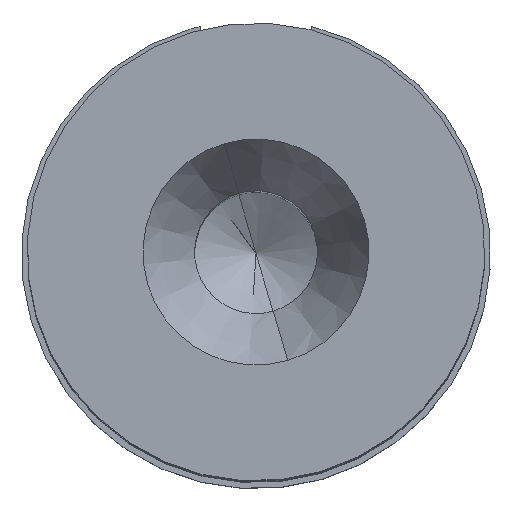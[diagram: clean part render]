
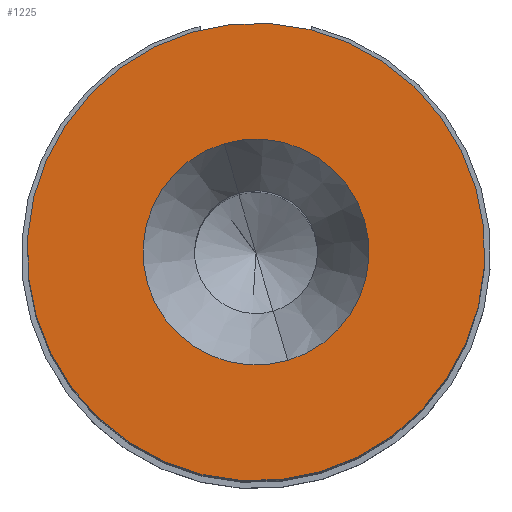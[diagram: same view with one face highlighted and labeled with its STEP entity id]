
A CAD part, top view. The second image highlights one B-rep face of the part: STEP entity #1225.
In plain terms, the highlighted planar face has unit normal (0, 0, 1).
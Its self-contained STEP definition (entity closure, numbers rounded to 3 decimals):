
#277=AXIS2_PLACEMENT_3D('Circle Axis2P3D',#275,#276,$) ;
#296=AXIS2_PLACEMENT_3D('Circle Axis2P3D',#294,#295,$) ;
#313=AXIS2_PLACEMENT_3D('Circle Axis2P3D',#311,#312,$) ;
#348=AXIS2_PLACEMENT_3D('Circle Axis2P3D',#346,#347,$) ;
#1215=AXIS2_PLACEMENT_3D('Plane Axis2P3D',#1212,#1213,#1214) ;
#272=CARTESIAN_POINT('Vertex',(2.677,0.133,24.25)) ;
#275=CARTESIAN_POINT('Axis2P3D Location',(2.1,2.1,24.25)) ;
#279=CARTESIAN_POINT('Vertex',(1.523,4.067,24.25)) ;
#294=CARTESIAN_POINT('Axis2P3D Location',(2.1,2.1,24.25)) ;
#311=CARTESIAN_POINT('Axis2P3D Location',(2.1,2.1,24.25)) ;
#315=CARTESIAN_POINT('Vertex',(2.385,1.129,24.25)) ;
#317=CARTESIAN_POINT('Vertex',(1.815,3.071,24.25)) ;
#346=CARTESIAN_POINT('Axis2P3D Location',(2.1,2.1,24.25)) ;
#1212=CARTESIAN_POINT('Axis2P3D Location',(3.55,0.65,24.25)) ;
#276=DIRECTION('Axis2P3D Direction',(0.,0.,-1.)) ;
#295=DIRECTION('Axis2P3D Direction',(0.,0.,-1.)) ;
#312=DIRECTION('Axis2P3D Direction',(0.,0.,1.)) ;
#347=DIRECTION('Axis2P3D Direction',(0.,0.,1.)) ;
#1213=DIRECTION('Axis2P3D Direction',(0.,0.,-1.)) ;
#1214=DIRECTION('Axis2P3D XDirection',(1.,0.,0.)) ;
#1218=ORIENTED_EDGE('',*,*,#281,.F.) ;
#1219=ORIENTED_EDGE('',*,*,#298,.F.) ;
#1222=ORIENTED_EDGE('',*,*,#350,.T.) ;
#1223=ORIENTED_EDGE('',*,*,#319,.T.) ;
#1224=FACE_BOUND('',#1221,.T.) ;
#1225=ADVANCED_FACE('Hauptkoerper',(#1220,#1224),#1216,.F.) ;
#278=CIRCLE('generated circle',#277,2.05) ;
#297=CIRCLE('generated circle',#296,2.05) ;
#314=CIRCLE('generated circle',#313,1.012) ;
#349=CIRCLE('generated circle',#348,1.012) ;
#281=EDGE_CURVE('',#273,#280,#278,.T.) ;
#298=EDGE_CURVE('',#280,#273,#297,.T.) ;
#319=EDGE_CURVE('',#316,#318,#314,.F.) ;
#350=EDGE_CURVE('',#318,#316,#349,.F.) ;
#1217=EDGE_LOOP('',(#1218,#1219)) ;
#1221=EDGE_LOOP('',(#1222,#1223)) ;
#1220=FACE_OUTER_BOUND('',#1217,.T.) ;
#1216=PLANE('',#1215) ;
#273=VERTEX_POINT('',#272) ;
#280=VERTEX_POINT('',#279) ;
#316=VERTEX_POINT('',#315) ;
#318=VERTEX_POINT('',#317) ;
